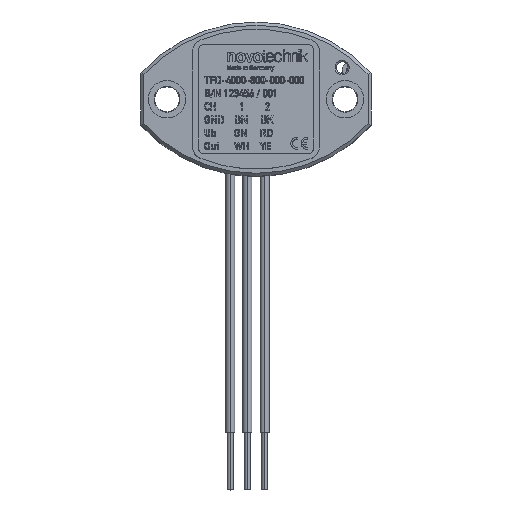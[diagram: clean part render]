
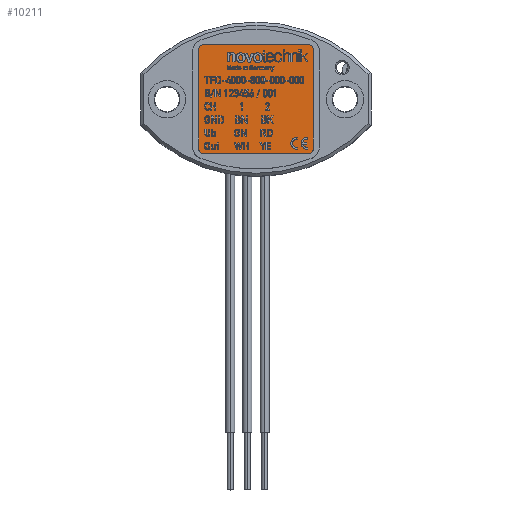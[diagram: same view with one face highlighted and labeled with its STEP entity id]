
A CAD part, top view. The second image highlights one B-rep face of the part: STEP entity #10211.
In plain terms, the highlighted planar face has unit normal (0, 0, 1).
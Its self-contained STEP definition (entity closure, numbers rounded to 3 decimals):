
#42 = DIRECTION ( 'NONE',  ( 0., 0., 1. ) ) ;
#63 = AXIS2_PLACEMENT_3D ( 'NONE', #6301, #42, #3573 ) ;
#195 = CARTESIAN_POINT ( 'NONE',  ( 10., -8.5, 6.7 ) ) ;
#594 = CARTESIAN_POINT ( 'NONE',  ( -10., 8.5, 6.7 ) ) ;
#1803 = EDGE_CURVE ( 'NONE', #2167, #22943, #3588, .T. ) ;
#2167 = VERTEX_POINT ( 'NONE', #25270 ) ;
#2969 = EDGE_CURVE ( 'NONE', #17216, #14451, #25262, .T. ) ;
#3142 = CARTESIAN_POINT ( 'NONE',  ( -9., 8.5, 6.7 ) ) ;
#3314 = DIRECTION ( 'NONE',  ( 0., 1., 0. ) ) ;
#3371 = ORIENTED_EDGE ( 'NONE', *, *, #2969, .T. ) ;
#3454 = VECTOR ( 'NONE', #37488, 1000. ) ;
#3573 = DIRECTION ( 'NONE',  ( 1., 0., 0. ) ) ;
#3588 = CIRCLE ( 'NONE', #18304, 1. ) ;
#3985 = AXIS2_PLACEMENT_3D ( 'NONE', #8998, #6304, #18871 ) ;
#4170 = AXIS2_PLACEMENT_3D ( 'NONE', #37340, #6879, #31390 ) ;
#4341 = VECTOR ( 'NONE', #3314, 1000. ) ;
#5051 = ORIENTED_EDGE ( 'NONE', *, *, #20857, .T. ) ;
#5616 = VECTOR ( 'NONE', #14579, 1000. ) ;
#6301 = CARTESIAN_POINT ( 'NONE',  ( -9., 8.5, 6.7 ) ) ;
#6304 = DIRECTION ( 'NONE',  ( 0., 0., 1. ) ) ;
#6879 = DIRECTION ( 'NONE',  ( 0., 0., 1. ) ) ;
#7324 = CARTESIAN_POINT ( 'NONE',  ( -9., -8.5, 6.7 ) ) ;
#7706 = ORIENTED_EDGE ( 'NONE', *, *, #23890, .T. ) ;
#8270 = CARTESIAN_POINT ( 'NONE',  ( 9., -9.5, 6.7 ) ) ;
#8998 = CARTESIAN_POINT ( 'NONE',  ( 9., 8.5, 6.7 ) ) ;
#9084 = DIRECTION ( 'NONE',  ( 1., 0., 0. ) ) ;
#9184 = CARTESIAN_POINT ( 'NONE',  ( -10., -8.5, 6.7 ) ) ;
#9808 = ORIENTED_EDGE ( 'NONE', *, *, #39321, .T. ) ;
#10211 = ADVANCED_FACE ( 'NONE', ( #25052 ), #31198, .T. ) ;
#10513 = ORIENTED_EDGE ( 'NONE', *, *, #34644, .T. ) ;
#10553 = DIRECTION ( 'NONE',  ( 0., 0., 1. ) ) ;
#12568 = ORIENTED_EDGE ( 'NONE', *, *, #1803, .T. ) ;
#13450 = ORIENTED_EDGE ( 'NONE', *, *, #31242, .T. ) ;
#14451 = VERTEX_POINT ( 'NONE', #8270 ) ;
#14579 = DIRECTION ( 'NONE',  ( -1., 0., 0. ) ) ;
#16026 = CIRCLE ( 'NONE', #3985, 1. ) ;
#17216 = VERTEX_POINT ( 'NONE', #26553 ) ;
#17874 = VERTEX_POINT ( 'NONE', #9184 ) ;
#18304 = AXIS2_PLACEMENT_3D ( 'NONE', #3142, #36703, #31031 ) ;
#18448 = VECTOR ( 'NONE', #9084, 1000. ) ;
#18688 = CARTESIAN_POINT ( 'NONE',  ( -10., 8.5, 6.7 ) ) ;
#18871 = DIRECTION ( 'NONE',  ( 1., 0., 0. ) ) ;
#20027 = EDGE_LOOP ( 'NONE', ( #12568, #9808, #34743, #3371, #10513, #13450, #5051, #7706 ) ) ;
#20767 = LINE ( 'NONE', #195, #4341 ) ;
#20857 = EDGE_CURVE ( 'NONE', #25588, #36751, #16026, .T. ) ;
#22943 = VERTEX_POINT ( 'NONE', #594 ) ;
#23332 = CIRCLE ( 'NONE', #29891, 1. ) ;
#23890 = EDGE_CURVE ( 'NONE', #36751, #2167, #31717, .T. ) ;
#25052 = FACE_OUTER_BOUND ( 'NONE', #20027, .T. ) ;
#25262 = LINE ( 'NONE', #39297, #18448 ) ;
#25270 = CARTESIAN_POINT ( 'NONE',  ( -9., 9.5, 6.7 ) ) ;
#25307 = CIRCLE ( 'NONE', #4170, 1. ) ;
#25588 = VERTEX_POINT ( 'NONE', #32411 ) ;
#26553 = CARTESIAN_POINT ( 'NONE',  ( -9., -9.5, 6.7 ) ) ;
#28979 = DIRECTION ( 'NONE',  ( 1., 0., 0. ) ) ;
#29121 = LINE ( 'NONE', #18688, #3454 ) ;
#29201 = CARTESIAN_POINT ( 'NONE',  ( 9., 9.5, 6.7 ) ) ;
#29877 = EDGE_CURVE ( 'NONE', #17874, #17216, #23332, .T. ) ;
#29891 = AXIS2_PLACEMENT_3D ( 'NONE', #7324, #10553, #28979 ) ;
#30678 = VERTEX_POINT ( 'NONE', #35336 ) ;
#31031 = DIRECTION ( 'NONE',  ( 1., 0., 0. ) ) ;
#31198 = PLANE ( 'NONE',  #63 ) ;
#31242 = EDGE_CURVE ( 'NONE', #30678, #25588, #20767, .T. ) ;
#31390 = DIRECTION ( 'NONE',  ( 1., 0., 0. ) ) ;
#31717 = LINE ( 'NONE', #39518, #5616 ) ;
#32411 = CARTESIAN_POINT ( 'NONE',  ( 10., 8.5, 6.7 ) ) ;
#34644 = EDGE_CURVE ( 'NONE', #14451, #30678, #25307, .T. ) ;
#34743 = ORIENTED_EDGE ( 'NONE', *, *, #29877, .T. ) ;
#35336 = CARTESIAN_POINT ( 'NONE',  ( 10., -8.5, 6.7 ) ) ;
#36703 = DIRECTION ( 'NONE',  ( 0., 0., 1. ) ) ;
#36751 = VERTEX_POINT ( 'NONE', #29201 ) ;
#37340 = CARTESIAN_POINT ( 'NONE',  ( 9., -8.5, 6.7 ) ) ;
#37488 = DIRECTION ( 'NONE',  ( 0., -1., 0. ) ) ;
#39297 = CARTESIAN_POINT ( 'NONE',  ( -9., -9.5, 6.7 ) ) ;
#39321 = EDGE_CURVE ( 'NONE', #22943, #17874, #29121, .T. ) ;
#39518 = CARTESIAN_POINT ( 'NONE',  ( 9., 9.5, 6.7 ) ) ;
